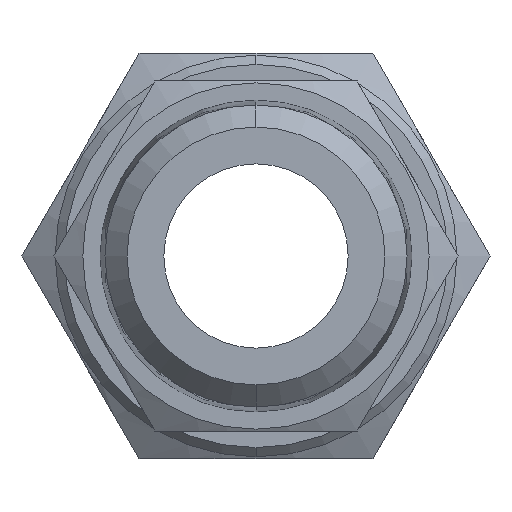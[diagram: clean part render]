
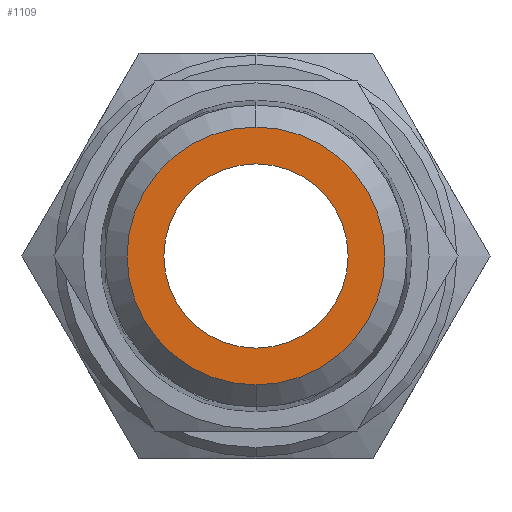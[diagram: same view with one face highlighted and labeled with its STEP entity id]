
A CAD part, front view. The second image highlights one B-rep face of the part: STEP entity #1109.
In plain terms, the highlighted planar face has unit normal (0, -1, 0).
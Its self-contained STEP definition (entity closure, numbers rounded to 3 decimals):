
#25 = VERTEX_POINT ( 'NONE', #1465 ) ;
#168 = FACE_OUTER_BOUND ( 'NONE', #592, .T. ) ;
#169 = FACE_BOUND ( 'NONE', #566, .T. ) ;
#457 = CARTESIAN_POINT ( 'NONE',  ( 0., 0., 0. ) ) ;
#458 = DIRECTION ( 'NONE',  ( 0., -1., 0. ) ) ;
#459 = DIRECTION ( 'NONE',  ( 0., 0., -1. ) ) ;
#460 = CARTESIAN_POINT ( 'NONE',  ( 0., 0., 0. ) ) ;
#461 = DIRECTION ( 'NONE',  ( 0., -1., 0. ) ) ;
#462 = DIRECTION ( 'NONE',  ( 0., 0., -1. ) ) ;
#498 = VERTEX_POINT ( 'NONE', #1462 ) ;
#507 = VERTEX_POINT ( 'NONE', #1482 ) ;
#528 = CARTESIAN_POINT ( 'NONE',  ( 0., 0., -5. ) ) ;
#566 = EDGE_LOOP ( 'NONE', ( #744, #749 ) ) ;
#592 = EDGE_LOOP ( 'NONE', ( #745, #747 ) ) ;
#744 = ORIENTED_EDGE ( 'NONE', *, *, #966, .F. ) ;
#745 = ORIENTED_EDGE ( 'NONE', *, *, #965, .T. ) ;
#747 = ORIENTED_EDGE ( 'NONE', *, *, #900, .T. ) ;
#749 = ORIENTED_EDGE ( 'NONE', *, *, #1125, .F. ) ;
#761 = PLANE ( 'NONE',  #1033 ) ;
#762 = CARTESIAN_POINT ( 'NONE',  ( 9.4, 0., 0. ) ) ;
#763 = DIRECTION ( 'NONE',  ( 0., -1., 0. ) ) ;
#764 = DIRECTION ( 'NONE',  ( 0., 0., -1. ) ) ;
#814 = CARTESIAN_POINT ( 'NONE',  ( 0., 0., 0. ) ) ;
#815 = DIRECTION ( 'NONE',  ( 0., -1., 0. ) ) ;
#816 = DIRECTION ( 'NONE',  ( 0., 0., -1. ) ) ;
#900 = EDGE_CURVE ( 'NONE', #25, #507, #1358, .T. ) ;
#965 = EDGE_CURVE ( 'NONE', #507, #25, #1049, .T. ) ;
#966 = EDGE_CURVE ( 'NONE', #1590, #498, #990, .T. ) ;
#990 = CIRCLE ( 'NONE', #1060, 5. ) ;
#1002 = AXIS2_PLACEMENT_3D ( 'NONE', #457, #458, #459 ) ;
#1033 = AXIS2_PLACEMENT_3D ( 'NONE', #762, #763, #764 ) ;
#1049 = CIRCLE ( 'NONE', #1002, 6.998 ) ;
#1060 = AXIS2_PLACEMENT_3D ( 'NONE', #460, #461, #462 ) ;
#1109 = ADVANCED_FACE ( 'NONE', ( #168, #169 ), #761, .T. ) ;
#1125 = EDGE_CURVE ( 'NONE', #498, #1590, #1309, .T. ) ;
#1309 = CIRCLE ( 'NONE', #1314, 5. ) ;
#1314 = AXIS2_PLACEMENT_3D ( 'NONE', #814, #815, #816 ) ;
#1358 = CIRCLE ( 'NONE', #1393, 6.998 ) ;
#1393 = AXIS2_PLACEMENT_3D ( 'NONE', #1469, #1470, #1471 ) ;
#1462 = CARTESIAN_POINT ( 'NONE',  ( 0., 0., 5. ) ) ;
#1465 = CARTESIAN_POINT ( 'NONE',  ( 0., 0., -6.998 ) ) ;
#1469 = CARTESIAN_POINT ( 'NONE',  ( 0., 0., 0. ) ) ;
#1470 = DIRECTION ( 'NONE',  ( 0., -1., 0. ) ) ;
#1471 = DIRECTION ( 'NONE',  ( 0., 0., -1. ) ) ;
#1482 = CARTESIAN_POINT ( 'NONE',  ( 0., 0., 6.998 ) ) ;
#1590 = VERTEX_POINT ( 'NONE', #528 ) ;
